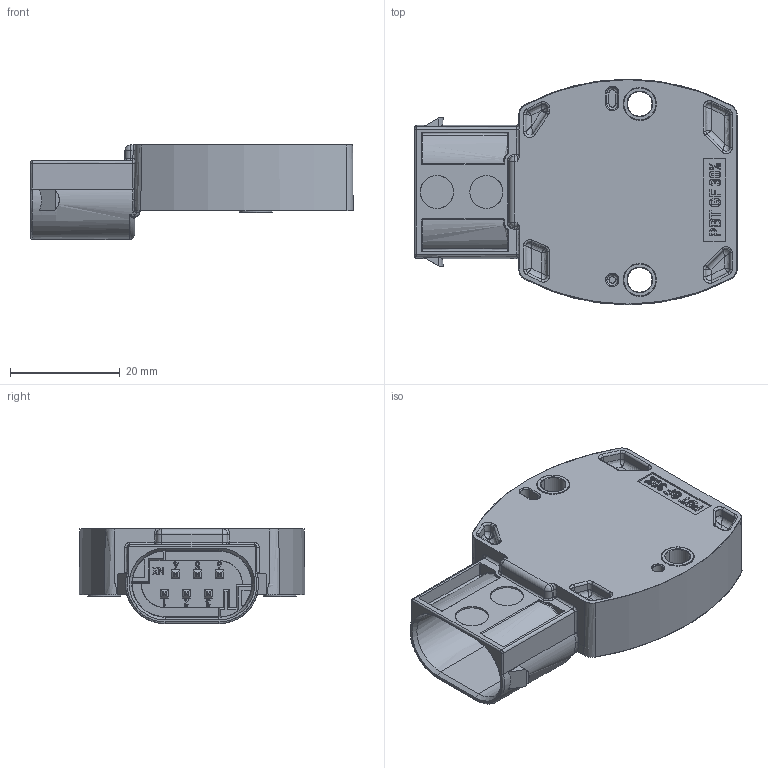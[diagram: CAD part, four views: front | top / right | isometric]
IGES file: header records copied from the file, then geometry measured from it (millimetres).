
Start section: SolidWorks IGES file using analytic representation for surfaces
Global section: file name: RFE-3201-____-____-521.IGS; native system: SolidWorks 2020; preprocessor: SolidWorks 2020; author: Schlichter; date: 210414.125828; units: millimetre
Bounding box: 58.6 x 41.03 x 17.3 mm (x, y, z)
Surface area: 8366.1 mm2 (no closed solid volume)
Topology: 0 solids, 0 shells, 1000 faces, 8200 edges, 8176 vertices
Faces by surface type: bspline 740, revolution 260
